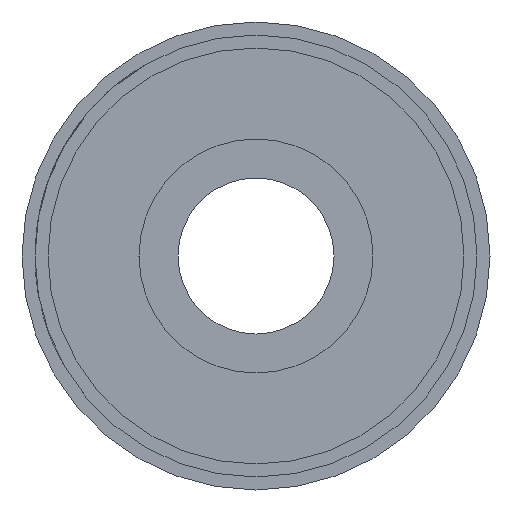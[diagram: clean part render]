
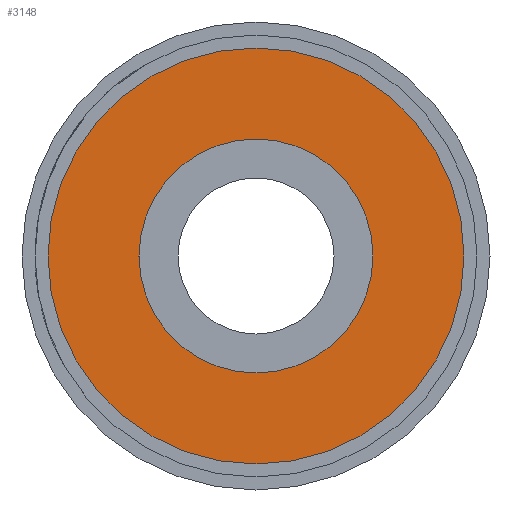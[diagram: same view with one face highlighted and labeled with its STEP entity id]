
A CAD part, left-side view. The second image highlights one B-rep face of the part: STEP entity #3148.
In plain terms, the highlighted planar face has unit normal (-1, 0, 0).
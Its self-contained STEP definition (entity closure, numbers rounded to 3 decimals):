
#152 = PLANE ( 'NONE',  #2148 ) ;
#259 = AXIS2_PLACEMENT_3D ( 'NONE', #2895, #2231, #7645 ) ;
#365 = CARTESIAN_POINT ( 'NONE',  ( 0., 0., 4.5 ) ) ;
#529 = DIRECTION ( 'NONE',  ( -1., 0., 0. ) ) ;
#548 = DIRECTION ( 'NONE',  ( 0., 0., 1. ) ) ;
#564 = DIRECTION ( 'NONE',  ( 0., 0., 1. ) ) ;
#1116 = CARTESIAN_POINT ( 'NONE',  ( 0., 0., 0. ) ) ;
#1209 = VERTEX_POINT ( 'NONE', #5813 ) ;
#1412 = CIRCLE ( 'NONE', #1769, 4.5 ) ;
#1490 = DIRECTION ( 'NONE',  ( 0., 0., -1. ) ) ;
#1532 = CARTESIAN_POINT ( 'NONE',  ( 0., 0., 0. ) ) ;
#1589 = EDGE_CURVE ( 'NONE', #4238, #6763, #1412, .T. ) ;
#1769 = AXIS2_PLACEMENT_3D ( 'NONE', #1116, #529, #564 ) ;
#1923 = EDGE_CURVE ( 'NONE', #1209, #1925, #7648, .T. ) ;
#1925 = VERTEX_POINT ( 'NONE', #2935 ) ;
#2148 = AXIS2_PLACEMENT_3D ( 'NONE', #1532, #6746, #1490 ) ;
#2231 = DIRECTION ( 'NONE',  ( -1., 0., 0. ) ) ;
#2255 = EDGE_CURVE ( 'NONE', #1925, #1209, #6905, .T. ) ;
#2315 = CARTESIAN_POINT ( 'NONE',  ( 0., 0., 0. ) ) ;
#2398 = EDGE_LOOP ( 'NONE', ( #7355, #5404 ) ) ;
#2782 = DIRECTION ( 'NONE',  ( -1., 0., 0. ) ) ;
#2895 = CARTESIAN_POINT ( 'NONE',  ( 0., 0., 0. ) ) ;
#2935 = CARTESIAN_POINT ( 'NONE',  ( 0., 0., -8. ) ) ;
#3004 = CARTESIAN_POINT ( 'NONE',  ( 0., 0., -4.5 ) ) ;
#3129 = FACE_OUTER_BOUND ( 'NONE', #2398, .T. ) ;
#3148 = ADVANCED_FACE ( 'NONE', ( #4342, #3129 ), #152, .F. ) ;
#3881 = CARTESIAN_POINT ( 'NONE',  ( 0., 0., 0. ) ) ;
#3908 = CIRCLE ( 'NONE', #7662, 4.5 ) ;
#4238 = VERTEX_POINT ( 'NONE', #3004 ) ;
#4342 = FACE_BOUND ( 'NONE', #4377, .T. ) ;
#4377 = EDGE_LOOP ( 'NONE', ( #6582, #6117 ) ) ;
#5169 = DIRECTION ( 'NONE',  ( 0., 0., 1. ) ) ;
#5404 = ORIENTED_EDGE ( 'NONE', *, *, #2255, .T. ) ;
#5813 = CARTESIAN_POINT ( 'NONE',  ( 0., 0., 8. ) ) ;
#5928 = DIRECTION ( 'NONE',  ( -1., 0., 0. ) ) ;
#6012 = AXIS2_PLACEMENT_3D ( 'NONE', #2315, #5928, #548 ) ;
#6117 = ORIENTED_EDGE ( 'NONE', *, *, #1589, .F. ) ;
#6582 = ORIENTED_EDGE ( 'NONE', *, *, #7508, .F. ) ;
#6746 = DIRECTION ( 'NONE',  ( 1., 0., 0. ) ) ;
#6763 = VERTEX_POINT ( 'NONE', #365 ) ;
#6905 = CIRCLE ( 'NONE', #259, 8. ) ;
#7355 = ORIENTED_EDGE ( 'NONE', *, *, #1923, .T. ) ;
#7508 = EDGE_CURVE ( 'NONE', #6763, #4238, #3908, .T. ) ;
#7645 = DIRECTION ( 'NONE',  ( 0., 0., 1. ) ) ;
#7648 = CIRCLE ( 'NONE', #6012, 8. ) ;
#7662 = AXIS2_PLACEMENT_3D ( 'NONE', #3881, #2782, #5169 ) ;
